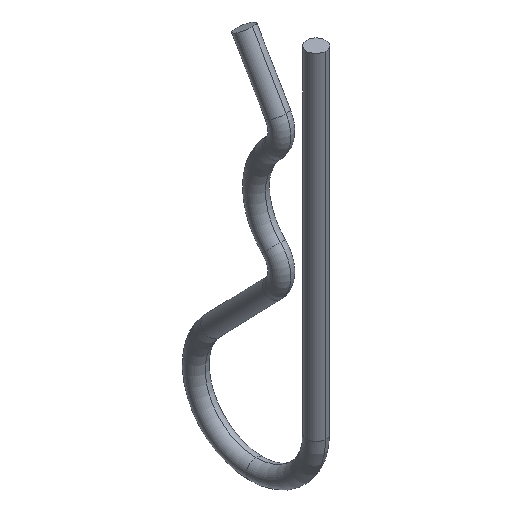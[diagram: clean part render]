
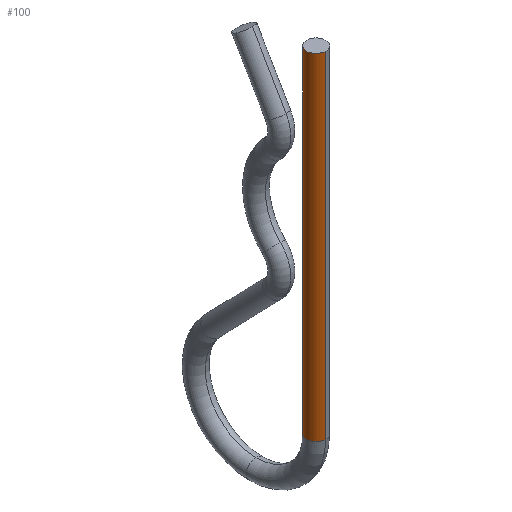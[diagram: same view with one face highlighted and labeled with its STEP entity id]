
A CAD part, isometric view. The second image highlights one B-rep face of the part: STEP entity #100.
In plain terms, the highlighted cylindrical face has radius 0.595 mm (diameter 1.191 mm), a partial arc.
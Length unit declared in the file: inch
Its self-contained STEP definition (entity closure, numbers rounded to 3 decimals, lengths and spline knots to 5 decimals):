
#18 = LINE ( 'NONE', #480, #26 ) ;
#26 = VECTOR ( 'NONE', #433, 39.37008 ) ;
#50 = ORIENTED_EDGE ( 'NONE', *, *, #263, .T. ) ;
#70 = ORIENTED_EDGE ( 'NONE', *, *, #281, .T. ) ;
#76 = FACE_OUTER_BOUND ( 'NONE', #387, .T. ) ;
#77 = CYLINDRICAL_SURFACE ( 'NONE', #260, 0.02344 ) ;
#100 = ADVANCED_FACE ( 'NONE', ( #76 ), #77, .T. ) ;
#103 = CIRCLE ( 'NONE', #267, 0.02344 ) ;
#151 = CIRCLE ( 'NONE', #248, 0.02344 ) ;
#168 = CARTESIAN_POINT ( 'NONE',  ( 0., 0.02344, -0.82812 ) ) ;
#169 = CARTESIAN_POINT ( 'NONE',  ( 0., -0.02344, -0.82812 ) ) ;
#172 = CARTESIAN_POINT ( 'NONE',  ( 0., -0.02344, 0. ) ) ;
#191 = ORIENTED_EDGE ( 'NONE', *, *, #300, .F. ) ;
#203 = ORIENTED_EDGE ( 'NONE', *, *, #223, .F. ) ;
#223 = EDGE_CURVE ( 'NONE', #441, #413, #18, .T. ) ;
#248 = AXIS2_PLACEMENT_3D ( 'NONE', #330, #323, #322 ) ;
#260 = AXIS2_PLACEMENT_3D ( 'NONE', #471, #426, #453 ) ;
#263 = EDGE_CURVE ( 'NONE', #493, #498, #362, .T. ) ;
#267 = AXIS2_PLACEMENT_3D ( 'NONE', #347, #346, #344 ) ;
#281 = EDGE_CURVE ( 'NONE', #441, #493, #103, .T. ) ;
#300 = EDGE_CURVE ( 'NONE', #413, #498, #151, .T. ) ;
#310 = CARTESIAN_POINT ( 'NONE',  ( 0., 0.02344, 0. ) ) ;
#322 = DIRECTION ( 'NONE',  ( 1., 0., 0. ) ) ;
#323 = DIRECTION ( 'NONE',  ( 0., 0., 1. ) ) ;
#330 = CARTESIAN_POINT ( 'NONE',  ( 0., 0., 0. ) ) ;
#344 = DIRECTION ( 'NONE',  ( 1., 0., 0. ) ) ;
#346 = DIRECTION ( 'NONE',  ( 0., 0., 1. ) ) ;
#347 = CARTESIAN_POINT ( 'NONE',  ( 0., 0., -0.82812 ) ) ;
#356 = VECTOR ( 'NONE', #538, 39.37008 ) ;
#362 = LINE ( 'NONE', #523, #356 ) ;
#387 = EDGE_LOOP ( 'NONE', ( #203, #70, #50, #191 ) ) ;
#413 = VERTEX_POINT ( 'NONE', #310 ) ;
#426 = DIRECTION ( 'NONE',  ( 0., 0., 1. ) ) ;
#433 = DIRECTION ( 'NONE',  ( 0., 0., 1. ) ) ;
#441 = VERTEX_POINT ( 'NONE', #168 ) ;
#453 = DIRECTION ( 'NONE',  ( 0., -1., 0. ) ) ;
#471 = CARTESIAN_POINT ( 'NONE',  ( 0., 0., -0.82812 ) ) ;
#480 = CARTESIAN_POINT ( 'NONE',  ( 0., 0.02344, -0.82812 ) ) ;
#493 = VERTEX_POINT ( 'NONE', #169 ) ;
#498 = VERTEX_POINT ( 'NONE', #172 ) ;
#523 = CARTESIAN_POINT ( 'NONE',  ( 0., -0.02344, -0.82812 ) ) ;
#538 = DIRECTION ( 'NONE',  ( 0., 0., 1. ) ) ;
